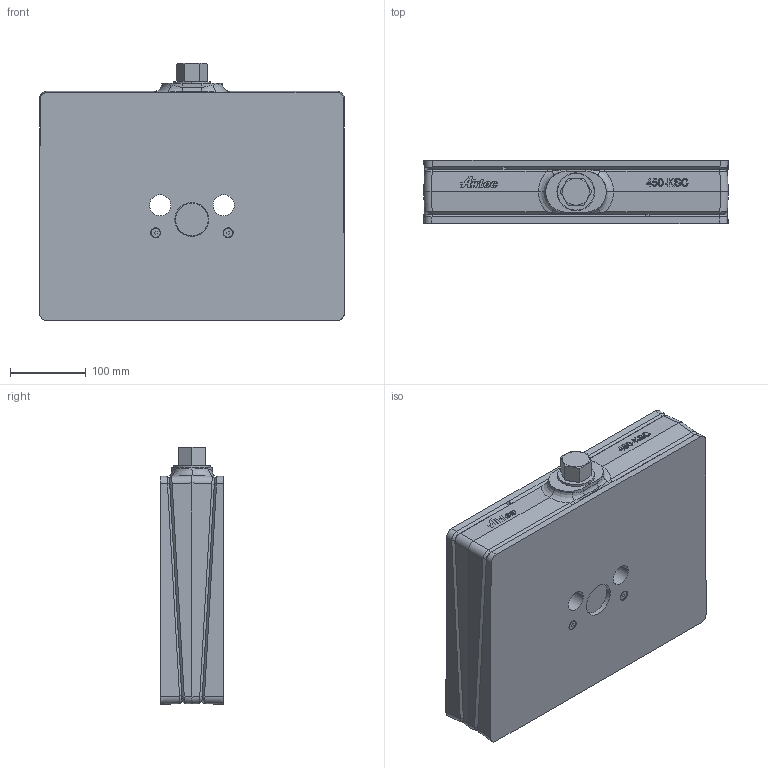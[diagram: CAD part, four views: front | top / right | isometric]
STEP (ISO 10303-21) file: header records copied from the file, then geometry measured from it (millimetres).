
FILE_DESCRIPTION (( 'STEP AP214' ), '1' );
FILE_NAME ('450-KSC.step', '2013-06-06T05:25:19', ( 'admin' ), ( '' ), 'SwSTEP 2.0', 'SolidWorks 2012', '' );
FILE_SCHEMA (( 'AUTOMOTIVE_DESIGN' ));
Length unit declared in the file: millimetre
Products named in the file (1): 450-KSC
Bounding box: 403.33 x 83.93 x 340.02 mm (x, y, z)
Volume: 10064280.4 mm3; surface area: 396468 mm2
Topology: 3 solids, 3 shells, 393 faces, 987 edges, 631 vertices
Faces by surface type: plane 217, bspline 81, cylinder 61, cone 30, torus 4
Entity records: 21297 total; most frequent: CARTESIAN_POINT 8263, ORIENTED_EDGE 1974, DIRECTION 1468, EDGE_CURVE 987, VERTEX_POINT 631, LINE 584, VECTOR 584, AXIS2_PLACEMENT_3D 442
